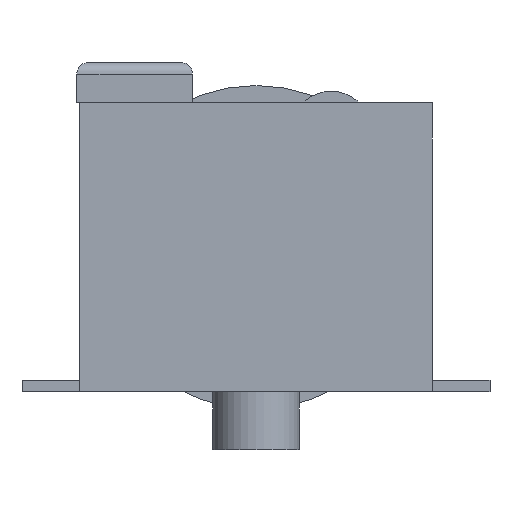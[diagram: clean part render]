
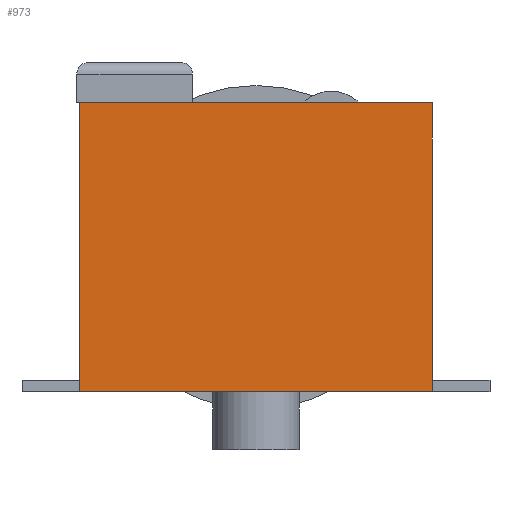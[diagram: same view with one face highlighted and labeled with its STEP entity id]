
A CAD part, left-side view. The second image highlights one B-rep face of the part: STEP entity #973.
In plain terms, the highlighted planar face has unit normal (-1, 0, 0).
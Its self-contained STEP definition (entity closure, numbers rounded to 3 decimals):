
#973 = ADVANCED_FACE('',(#974),#1008,.F.);
#974 = FACE_BOUND('',#975,.F.);
#975 = EDGE_LOOP('',(#976,#986,#994,#1002));
#976 = ORIENTED_EDGE('',*,*,#977,.F.);
#977 = EDGE_CURVE('',#978,#980,#982,.T.);
#978 = VERTEX_POINT('',#979);
#979 = CARTESIAN_POINT('',(-12.1,-3.05,0.));
#980 = VERTEX_POINT('',#981);
#981 = CARTESIAN_POINT('',(-12.1,-3.05,5.));
#982 = LINE('',#983,#984);
#983 = CARTESIAN_POINT('',(-12.1,-3.05,0.));
#984 = VECTOR('',#985,1.);
#985 = DIRECTION('',(0.,0.,1.));
#986 = ORIENTED_EDGE('',*,*,#987,.T.);
#987 = EDGE_CURVE('',#978,#988,#990,.T.);
#988 = VERTEX_POINT('',#989);
#989 = CARTESIAN_POINT('',(-12.1,3.05,0.));
#990 = LINE('',#991,#992);
#991 = CARTESIAN_POINT('',(-12.1,-3.05,0.));
#992 = VECTOR('',#993,1.);
#993 = DIRECTION('',(0.,1.,0.));
#994 = ORIENTED_EDGE('',*,*,#995,.T.);
#995 = EDGE_CURVE('',#988,#996,#998,.T.);
#996 = VERTEX_POINT('',#997);
#997 = CARTESIAN_POINT('',(-12.1,3.05,5.));
#998 = LINE('',#999,#1000);
#999 = CARTESIAN_POINT('',(-12.1,3.05,0.));
#1000 = VECTOR('',#1001,1.);
#1001 = DIRECTION('',(0.,0.,1.));
#1002 = ORIENTED_EDGE('',*,*,#1003,.F.);
#1003 = EDGE_CURVE('',#980,#996,#1004,.T.);
#1004 = LINE('',#1005,#1006);
#1005 = CARTESIAN_POINT('',(-12.1,-3.05,5.));
#1006 = VECTOR('',#1007,1.);
#1007 = DIRECTION('',(0.,1.,0.));
#1008 = PLANE('',#1009);
#1009 = AXIS2_PLACEMENT_3D('',#1010,#1011,#1012);
#1010 = CARTESIAN_POINT('',(-12.1,-3.05,0.));
#1011 = DIRECTION('',(1.,0.,0.));
#1012 = DIRECTION('',(0.,0.,1.));
